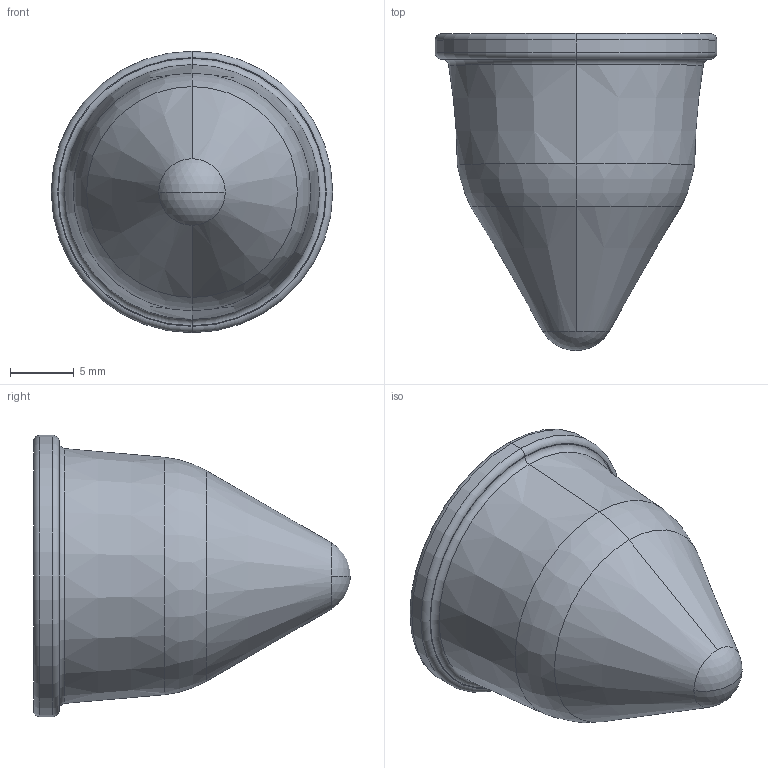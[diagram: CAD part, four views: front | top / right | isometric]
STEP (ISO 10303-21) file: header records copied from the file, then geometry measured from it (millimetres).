
FILE_DESCRIPTION (( 'STEP AP203' ), '1' );
FILE_NAME ('5. Flow meter.STEP', '2020-03-20T05:52:26', ( '' ), ( '' ), 'SwSTEP 2.0', 'SolidWorks 2018', '' );
FILE_SCHEMA (( 'CONFIG_CONTROL_DESIGN' ));
Length unit declared in the file: millimetre
Products named in the file (1): 5. Flow meter
Bounding box: 22 x 24.77 x 22 mm (x, y, z)
Volume: 4933.4 mm3; surface area: 1692.4 mm2
Topology: 1 solids, 1 shells, 24 faces, 50 edges, 28 vertices
Faces by surface type: torus 10, cone 6, cylinder 4, sphere 2, plane 2
Entity records: 711 total; most frequent: DIRECTION 136, CARTESIAN_POINT 101, ORIENTED_EDGE 96, AXIS2_PLACEMENT_3D 63, EDGE_CURVE 48, CIRCLE 38, VERTEX_POINT 28, EDGE_LOOP 26
